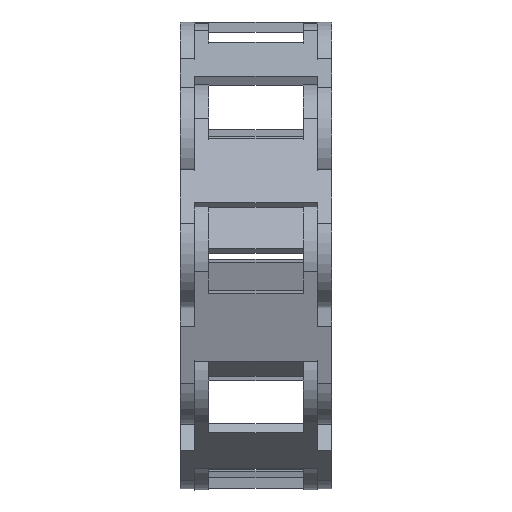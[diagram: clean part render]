
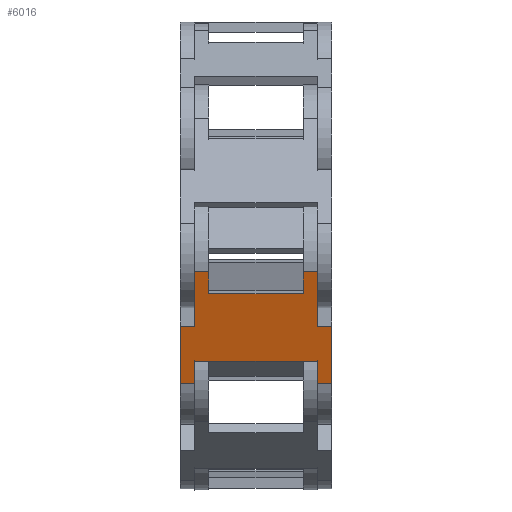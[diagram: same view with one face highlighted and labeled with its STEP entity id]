
A CAD part, left-side view. The second image highlights one B-rep face of the part: STEP entity #6016.
In plain terms, the highlighted planar face has unit normal (-0.956, 0, -0.292).
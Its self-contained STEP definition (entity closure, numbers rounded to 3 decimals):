
#480=LINE('',#9437,#1104);
#483=LINE('',#9447,#1107);
#485=LINE('',#9456,#1109);
#486=LINE('',#9462,#1110);
#490=LINE('',#9471,#1114);
#493=LINE('',#9477,#1117);
#494=LINE('',#9480,#1118);
#499=LINE('',#9487,#1123);
#502=LINE('',#9493,#1126);
#505=LINE('',#9499,#1129);
#507=LINE('',#9502,#1131);
#509=LINE('',#9505,#1133);
#515=LINE('',#9518,#1139);
#516=LINE('',#9522,#1140);
#517=LINE('',#9523,#1141);
#518=LINE('',#9524,#1142);
#1104=VECTOR('',#7701,10.);
#1107=VECTOR('',#7710,1.5);
#1109=VECTOR('',#7718,1.5);
#1110=VECTOR('',#7723,1.5);
#1114=VECTOR('',#7731,6.325);
#1117=VECTOR('',#7736,2.425);
#1118=VECTOR('',#7739,13.);
#1123=VECTOR('',#7746,2.425);
#1126=VECTOR('',#7751,6.325);
#1129=VECTOR('',#7756,1.5);
#1131=VECTOR('',#7760,6.025);
#1133=VECTOR('',#7764,2.425);
#1139=VECTOR('',#7776,2.425);
#1140=VECTOR('',#7779,6.025);
#1141=VECTOR('',#7780,1.5);
#1142=VECTOR('',#7781,1.5);
#1792=FACE_OUTER_BOUND('',#2202,.T.);
#2202=EDGE_LOOP('',(#4987,#4988,#4989,#4990,#4991,#4992,#4993,#4994,#4995,
#4996,#4997,#4998,#4999,#5000,#5001,#5002));
#2905=VERTEX_POINT('',#9434);
#2906=VERTEX_POINT('',#9436);
#2907=VERTEX_POINT('',#9440);
#2910=VERTEX_POINT('',#9445);
#2911=VERTEX_POINT('',#9449);
#2914=VERTEX_POINT('',#9454);
#2916=VERTEX_POINT('',#9459);
#2917=VERTEX_POINT('',#9461);
#2919=VERTEX_POINT('',#9467);
#2922=VERTEX_POINT('',#9475);
#2923=VERTEX_POINT('',#9479);
#2926=VERTEX_POINT('',#9491);
#2927=VERTEX_POINT('',#9496);
#2932=VERTEX_POINT('',#9516);
#2933=VERTEX_POINT('',#9520);
#2934=VERTEX_POINT('',#9521);
#3622=EDGE_CURVE('',#2906,#2905,#480,.T.);
#3627=EDGE_CURVE('',#2907,#2910,#483,.T.);
#3631=EDGE_CURVE('',#2914,#2911,#485,.T.);
#3633=EDGE_CURVE('',#2916,#2917,#486,.T.);
#3638=EDGE_CURVE('',#2919,#2917,#490,.T.);
#3641=EDGE_CURVE('',#2916,#2922,#493,.T.);
#3642=EDGE_CURVE('',#2922,#2923,#494,.T.);
#3647=EDGE_CURVE('',#2923,#2911,#499,.T.);
#3650=EDGE_CURVE('',#2914,#2926,#502,.T.);
#3653=EDGE_CURVE('',#2926,#2927,#505,.T.);
#3655=EDGE_CURVE('',#2927,#2907,#507,.T.);
#3657=EDGE_CURVE('',#2910,#2906,#509,.T.);
#3664=EDGE_CURVE('',#2905,#2932,#515,.T.);
#3665=EDGE_CURVE('',#2933,#2934,#516,.T.);
#3666=EDGE_CURVE('',#2934,#2919,#517,.T.);
#3667=EDGE_CURVE('',#2932,#2933,#518,.T.);
#4987=ORIENTED_EDGE('',*,*,#3665,.T.);
#4988=ORIENTED_EDGE('',*,*,#3666,.T.);
#4989=ORIENTED_EDGE('',*,*,#3638,.T.);
#4990=ORIENTED_EDGE('',*,*,#3633,.F.);
#4991=ORIENTED_EDGE('',*,*,#3641,.T.);
#4992=ORIENTED_EDGE('',*,*,#3642,.T.);
#4993=ORIENTED_EDGE('',*,*,#3647,.T.);
#4994=ORIENTED_EDGE('',*,*,#3631,.F.);
#4995=ORIENTED_EDGE('',*,*,#3650,.T.);
#4996=ORIENTED_EDGE('',*,*,#3653,.T.);
#4997=ORIENTED_EDGE('',*,*,#3655,.T.);
#4998=ORIENTED_EDGE('',*,*,#3627,.T.);
#4999=ORIENTED_EDGE('',*,*,#3657,.T.);
#5000=ORIENTED_EDGE('',*,*,#3622,.T.);
#5001=ORIENTED_EDGE('',*,*,#3664,.T.);
#5002=ORIENTED_EDGE('',*,*,#3667,.T.);
#5726=PLANE('',#6485);
#6016=ADVANCED_FACE('',(#1792),#5726,.T.);
#6485=AXIS2_PLACEMENT_3D('',#9519,#7777,#7778);
#7701=DIRECTION('',(0.,1.,0.));
#7710=DIRECTION('',(0.,1.,0.));
#7718=DIRECTION('',(0.,1.,0.));
#7723=DIRECTION('',(0.,1.,0.));
#7731=DIRECTION('',(0.292,0.,-0.956));
#7736=DIRECTION('',(-0.292,0.,0.956));
#7739=DIRECTION('',(0.,-1.,0.));
#7746=DIRECTION('',(0.292,0.,-0.956));
#7751=DIRECTION('',(-0.292,0.,0.956));
#7756=DIRECTION('',(0.,1.,0.));
#7760=DIRECTION('',(-0.292,0.,0.956));
#7764=DIRECTION('',(0.292,0.,-0.956));
#7776=DIRECTION('',(-0.292,0.,0.956));
#7777=DIRECTION('center_axis',(-0.956,0.,-0.292));
#7778=DIRECTION('ref_axis',(-0.292,0.,0.956));
#7779=DIRECTION('',(0.292,0.,-0.956));
#7780=DIRECTION('',(0.,1.,0.));
#7781=DIRECTION('',(0.,1.,0.));
#9434=CARTESIAN_POINT('',(-98.105,10.,13.486));
#9436=CARTESIAN_POINT('',(-98.105,0.,13.486));
#9437=CARTESIAN_POINT('',(-98.105,0.,13.486));
#9440=CARTESIAN_POINT('',(-98.814,-1.5,15.805));
#9445=CARTESIAN_POINT('',(-98.814,0.,15.805));
#9447=CARTESIAN_POINT('',(-98.814,-1.5,15.805));
#9449=CARTESIAN_POINT('',(-95.205,-1.5,3.994));
#9454=CARTESIAN_POINT('',(-95.205,-3.,3.994));
#9456=CARTESIAN_POINT('',(-95.205,-3.,3.994));
#9459=CARTESIAN_POINT('',(-95.205,11.5,3.994));
#9461=CARTESIAN_POINT('',(-95.205,13.,3.994));
#9462=CARTESIAN_POINT('',(-95.205,11.5,3.994));
#9467=CARTESIAN_POINT('',(-97.053,13.,10.043));
#9471=CARTESIAN_POINT('',(-97.053,13.,10.043));
#9475=CARTESIAN_POINT('',(-95.914,11.5,6.314));
#9477=CARTESIAN_POINT('',(-95.205,11.5,3.994));
#9479=CARTESIAN_POINT('',(-95.914,-1.5,6.314));
#9480=CARTESIAN_POINT('',(-95.914,11.5,6.314));
#9487=CARTESIAN_POINT('',(-95.914,-1.5,6.314));
#9491=CARTESIAN_POINT('',(-97.053,-3.,10.043));
#9493=CARTESIAN_POINT('',(-95.205,-3.,3.994));
#9496=CARTESIAN_POINT('',(-97.053,-1.5,10.043));
#9499=CARTESIAN_POINT('',(-97.053,-3.,10.043));
#9502=CARTESIAN_POINT('',(-97.053,-1.5,10.043));
#9505=CARTESIAN_POINT('',(-98.814,0.,15.805));
#9516=CARTESIAN_POINT('',(-98.814,10.,15.805));
#9518=CARTESIAN_POINT('',(-98.105,10.,13.486));
#9519=CARTESIAN_POINT('Origin',(-98.814,-3.,15.805));
#9520=CARTESIAN_POINT('',(-98.814,11.5,15.805));
#9521=CARTESIAN_POINT('',(-97.053,11.5,10.043));
#9522=CARTESIAN_POINT('',(-98.814,11.5,15.805));
#9523=CARTESIAN_POINT('',(-97.053,11.5,10.043));
#9524=CARTESIAN_POINT('',(-98.814,10.,15.805));
